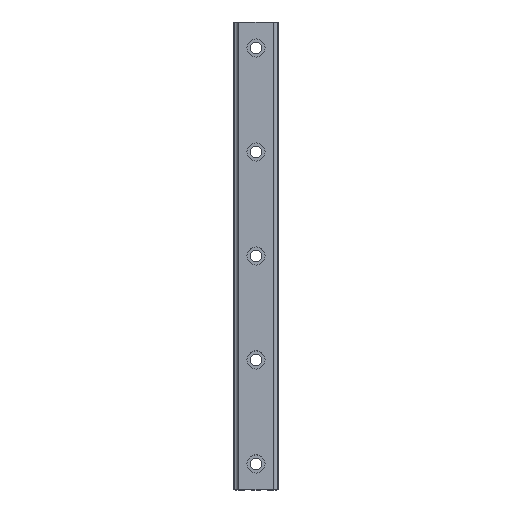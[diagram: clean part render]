
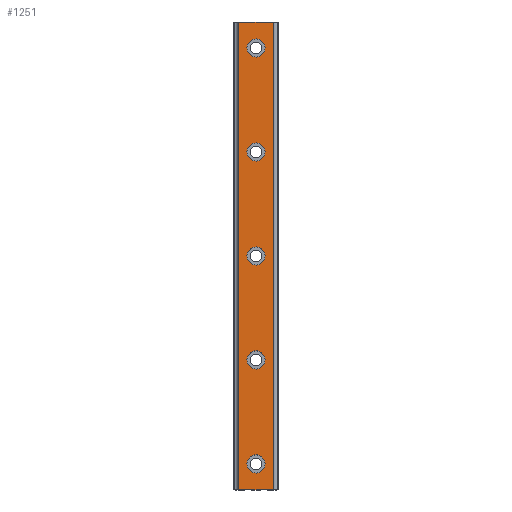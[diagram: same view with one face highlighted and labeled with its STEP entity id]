
A CAD part, top view. The second image highlights one B-rep face of the part: STEP entity #1251.
In plain terms, the highlighted planar face has unit normal (0, 0, 1).
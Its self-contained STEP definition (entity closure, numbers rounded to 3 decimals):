
#15 = DIRECTION ( 'NONE',  ( 0., 1., 0. ) ) ;
#84 = AXIS2_PLACEMENT_3D ( 'NONE', #456, #2549, #2133 ) ;
#97 = CIRCLE ( 'NONE', #1068, 7. ) ;
#122 = EDGE_LOOP ( 'NONE', ( #160, #2117 ) ) ;
#136 = DIRECTION ( 'NONE',  ( 1., 0., 0. ) ) ;
#141 = CIRCLE ( 'NONE', #930, 7. ) ;
#145 = ORIENTED_EDGE ( 'NONE', *, *, #1345, .T. ) ;
#160 = ORIENTED_EDGE ( 'NONE', *, *, #2385, .T. ) ;
#170 = DIRECTION ( 'NONE',  ( 1., 0., 0. ) ) ;
#196 = CARTESIAN_POINT ( 'NONE',  ( 13.1, -180., 29. ) ) ;
#215 = CARTESIAN_POINT ( 'NONE',  ( 13.1, -180., 29. ) ) ;
#217 = CIRCLE ( 'NONE', #526, 7. ) ;
#240 = DIRECTION ( 'NONE',  ( 0., 0., -1. ) ) ;
#246 = CARTESIAN_POINT ( 'NONE',  ( -13.1, 180., 29. ) ) ;
#257 = DIRECTION ( 'NONE',  ( 1., 0., 0. ) ) ;
#283 = EDGE_CURVE ( 'NONE', #430, #2400, #217, .T. ) ;
#299 = VERTEX_POINT ( 'NONE', #1879 ) ;
#304 = VERTEX_POINT ( 'NONE', #831 ) ;
#336 = EDGE_LOOP ( 'NONE', ( #428, #1037 ) ) ;
#351 = ORIENTED_EDGE ( 'NONE', *, *, #840, .T. ) ;
#356 = VECTOR ( 'NONE', #756, 1000. ) ;
#375 = EDGE_CURVE ( 'NONE', #1170, #2648, #2086, .T. ) ;
#380 = EDGE_LOOP ( 'NONE', ( #351, #918 ) ) ;
#390 = DIRECTION ( 'NONE',  ( 1., 0., 0. ) ) ;
#395 = CIRCLE ( 'NONE', #1096, 7. ) ;
#400 = LINE ( 'NONE', #196, #356 ) ;
#428 = ORIENTED_EDGE ( 'NONE', *, *, #2098, .T. ) ;
#430 = VERTEX_POINT ( 'NONE', #2114 ) ;
#440 = DIRECTION ( 'NONE',  ( 1., 0., 0. ) ) ;
#456 = CARTESIAN_POINT ( 'NONE',  ( 0., 0., 29. ) ) ;
#477 = VERTEX_POINT ( 'NONE', #1938 ) ;
#478 = DIRECTION ( 'NONE',  ( 0., 0., -1. ) ) ;
#482 = VERTEX_POINT ( 'NONE', #630 ) ;
#483 = EDGE_LOOP ( 'NONE', ( #542, #961 ) ) ;
#507 = VERTEX_POINT ( 'NONE', #771 ) ;
#526 = AXIS2_PLACEMENT_3D ( 'NONE', #1006, #810, #136 ) ;
#542 = ORIENTED_EDGE ( 'NONE', *, *, #1817, .T. ) ;
#591 = CARTESIAN_POINT ( 'NONE',  ( 13.1, -180., 29. ) ) ;
#616 = DIRECTION ( 'NONE',  ( 1., 0., 0. ) ) ;
#630 = CARTESIAN_POINT ( 'NONE',  ( 7., 160., 29. ) ) ;
#633 = EDGE_CURVE ( 'NONE', #2648, #299, #400, .T. ) ;
#657 = AXIS2_PLACEMENT_3D ( 'NONE', #690, #1526, #1726 ) ;
#684 = EDGE_CURVE ( 'NONE', #1170, #1630, #1894, .T. ) ;
#685 = DIRECTION ( 'NONE',  ( 0., 0., -1. ) ) ;
#690 = CARTESIAN_POINT ( 'NONE',  ( 0., 80., 29. ) ) ;
#756 = DIRECTION ( 'NONE',  ( 0., 1., 0. ) ) ;
#767 = ORIENTED_EDGE ( 'NONE', *, *, #633, .T. ) ;
#771 = CARTESIAN_POINT ( 'NONE',  ( -7., -80., 29. ) ) ;
#775 = VERTEX_POINT ( 'NONE', #1056 ) ;
#795 = CIRCLE ( 'NONE', #2329, 7. ) ;
#810 = DIRECTION ( 'NONE',  ( 0., 0., -1. ) ) ;
#814 = DIRECTION ( 'NONE',  ( 0., 0., -1. ) ) ;
#831 = CARTESIAN_POINT ( 'NONE',  ( 7., -80., 29. ) ) ;
#840 = EDGE_CURVE ( 'NONE', #477, #775, #2422, .T. ) ;
#849 = CARTESIAN_POINT ( 'NONE',  ( 0., 160., 29. ) ) ;
#871 = CARTESIAN_POINT ( 'NONE',  ( -13.1, -180., 29. ) ) ;
#882 = ORIENTED_EDGE ( 'NONE', *, *, #684, .F. ) ;
#884 = CARTESIAN_POINT ( 'NONE',  ( 7., -160., 29. ) ) ;
#893 = CARTESIAN_POINT ( 'NONE',  ( 0., 0., 29. ) ) ;
#913 = CARTESIAN_POINT ( 'NONE',  ( 0., 160., 29. ) ) ;
#918 = ORIENTED_EDGE ( 'NONE', *, *, #1113, .T. ) ;
#927 = CIRCLE ( 'NONE', #84, 7. ) ;
#930 = AXIS2_PLACEMENT_3D ( 'NONE', #2561, #478, #257 ) ;
#932 = DIRECTION ( 'NONE',  ( 0., 0., -1. ) ) ;
#961 = ORIENTED_EDGE ( 'NONE', *, *, #1190, .T. ) ;
#1006 = CARTESIAN_POINT ( 'NONE',  ( 0., -160., 29. ) ) ;
#1037 = ORIENTED_EDGE ( 'NONE', *, *, #2200, .T. ) ;
#1049 = DIRECTION ( 'NONE',  ( 0., 0., -1. ) ) ;
#1051 = AXIS2_PLACEMENT_3D ( 'NONE', #2201, #1049, #390 ) ;
#1056 = CARTESIAN_POINT ( 'NONE',  ( -7., 80., 29. ) ) ;
#1060 = DIRECTION ( 'NONE',  ( 1., 0., 0. ) ) ;
#1068 = AXIS2_PLACEMENT_3D ( 'NONE', #1958, #240, #1082 ) ;
#1082 = DIRECTION ( 'NONE',  ( 1., 0., 0. ) ) ;
#1096 = AXIS2_PLACEMENT_3D ( 'NONE', #2041, #814, #170 ) ;
#1113 = EDGE_CURVE ( 'NONE', #775, #477, #2288, .T. ) ;
#1148 = VECTOR ( 'NONE', #1060, 1000. ) ;
#1170 = VERTEX_POINT ( 'NONE', #1213 ) ;
#1190 = EDGE_CURVE ( 'NONE', #507, #304, #395, .T. ) ;
#1213 = CARTESIAN_POINT ( 'NONE',  ( -13.1, -180., 29. ) ) ;
#1251 = ADVANCED_FACE ( 'NONE', ( #1898, #2534, #1689, #2339, #1701, #2545 ), #1478, .T. ) ;
#1260 = VECTOR ( 'NONE', #2144, 1000. ) ;
#1345 = EDGE_CURVE ( 'NONE', #2029, #2634, #927, .T. ) ;
#1349 = CARTESIAN_POINT ( 'NONE',  ( -7., 160., 29. ) ) ;
#1356 = EDGE_CURVE ( 'NONE', #2634, #2029, #795, .T. ) ;
#1406 = VECTOR ( 'NONE', #15, 1000. ) ;
#1443 = EDGE_CURVE ( 'NONE', #1630, #299, #2563, .T. ) ;
#1476 = CARTESIAN_POINT ( 'NONE',  ( 7., 0., 29. ) ) ;
#1478 = PLANE ( 'NONE',  #2691 ) ;
#1496 = CIRCLE ( 'NONE', #1639, 7. ) ;
#1509 = CARTESIAN_POINT ( 'NONE',  ( 13.1, 180., 29. ) ) ;
#1526 = DIRECTION ( 'NONE',  ( 0., 0., -1. ) ) ;
#1540 = CIRCLE ( 'NONE', #1900, 7. ) ;
#1630 = VERTEX_POINT ( 'NONE', #246 ) ;
#1639 = AXIS2_PLACEMENT_3D ( 'NONE', #849, #1661, #616 ) ;
#1661 = DIRECTION ( 'NONE',  ( 0., 0., -1. ) ) ;
#1671 = EDGE_LOOP ( 'NONE', ( #1809, #882, #2585, #767 ) ) ;
#1689 = FACE_BOUND ( 'NONE', #483, .T. ) ;
#1701 = FACE_BOUND ( 'NONE', #380, .T. ) ;
#1726 = DIRECTION ( 'NONE',  ( 1., 0., 0. ) ) ;
#1741 = VERTEX_POINT ( 'NONE', #1349 ) ;
#1809 = ORIENTED_EDGE ( 'NONE', *, *, #1443, .F. ) ;
#1817 = EDGE_CURVE ( 'NONE', #304, #507, #141, .T. ) ;
#1879 = CARTESIAN_POINT ( 'NONE',  ( 13.1, 180., 29. ) ) ;
#1894 = LINE ( 'NONE', #871, #1406 ) ;
#1898 = FACE_OUTER_BOUND ( 'NONE', #1671, .T. ) ;
#1900 = AXIS2_PLACEMENT_3D ( 'NONE', #913, #932, #2349 ) ;
#1938 = CARTESIAN_POINT ( 'NONE',  ( 7., 80., 29. ) ) ;
#1958 = CARTESIAN_POINT ( 'NONE',  ( 0., -160., 29. ) ) ;
#2029 = VERTEX_POINT ( 'NONE', #1476 ) ;
#2041 = CARTESIAN_POINT ( 'NONE',  ( 0., -80., 29. ) ) ;
#2086 = LINE ( 'NONE', #215, #1148 ) ;
#2098 = EDGE_CURVE ( 'NONE', #482, #1741, #1496, .T. ) ;
#2114 = CARTESIAN_POINT ( 'NONE',  ( -7., -160., 29. ) ) ;
#2116 = DIRECTION ( 'NONE',  ( 0., 0., 1. ) ) ;
#2117 = ORIENTED_EDGE ( 'NONE', *, *, #283, .T. ) ;
#2133 = DIRECTION ( 'NONE',  ( 1., 0., 0. ) ) ;
#2144 = DIRECTION ( 'NONE',  ( 1., 0., 0. ) ) ;
#2158 = DIRECTION ( 'NONE',  ( 1., 0., 0. ) ) ;
#2200 = EDGE_CURVE ( 'NONE', #1741, #482, #1540, .T. ) ;
#2201 = CARTESIAN_POINT ( 'NONE',  ( 0., 80., 29. ) ) ;
#2288 = CIRCLE ( 'NONE', #1051, 7. ) ;
#2322 = CARTESIAN_POINT ( 'NONE',  ( 13.1, -180., 29. ) ) ;
#2329 = AXIS2_PLACEMENT_3D ( 'NONE', #893, #685, #2158 ) ;
#2339 = FACE_BOUND ( 'NONE', #2340, .T. ) ;
#2340 = EDGE_LOOP ( 'NONE', ( #145, #2492 ) ) ;
#2349 = DIRECTION ( 'NONE',  ( 1., 0., 0. ) ) ;
#2385 = EDGE_CURVE ( 'NONE', #2400, #430, #97, .T. ) ;
#2400 = VERTEX_POINT ( 'NONE', #884 ) ;
#2422 = CIRCLE ( 'NONE', #657, 7. ) ;
#2484 = CARTESIAN_POINT ( 'NONE',  ( -7., 0., 29. ) ) ;
#2492 = ORIENTED_EDGE ( 'NONE', *, *, #1356, .T. ) ;
#2534 = FACE_BOUND ( 'NONE', #122, .T. ) ;
#2545 = FACE_BOUND ( 'NONE', #336, .T. ) ;
#2549 = DIRECTION ( 'NONE',  ( 0., 0., -1. ) ) ;
#2561 = CARTESIAN_POINT ( 'NONE',  ( 0., -80., 29. ) ) ;
#2563 = LINE ( 'NONE', #1509, #1260 ) ;
#2585 = ORIENTED_EDGE ( 'NONE', *, *, #375, .T. ) ;
#2634 = VERTEX_POINT ( 'NONE', #2484 ) ;
#2648 = VERTEX_POINT ( 'NONE', #591 ) ;
#2691 = AXIS2_PLACEMENT_3D ( 'NONE', #2322, #2116, #440 ) ;
